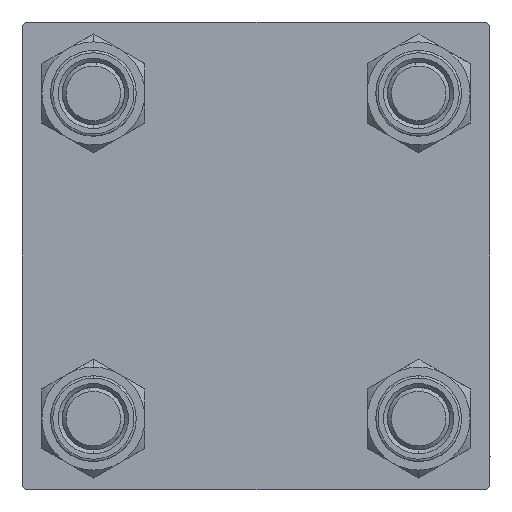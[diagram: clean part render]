
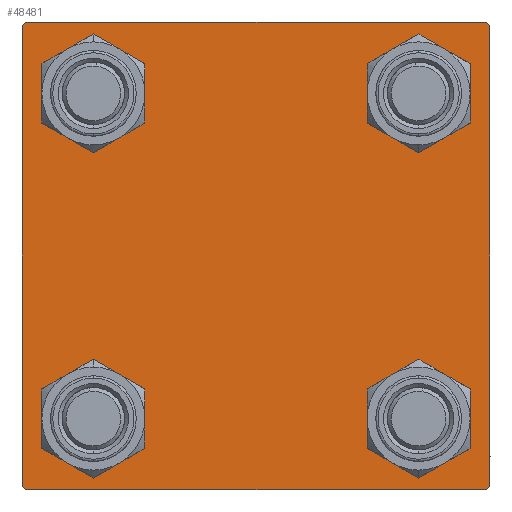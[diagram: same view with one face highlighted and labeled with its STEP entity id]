
A CAD part, left-side view. The second image highlights one B-rep face of the part: STEP entity #48481.
In plain terms, the highlighted planar face has unit normal (-1, 0, 0).
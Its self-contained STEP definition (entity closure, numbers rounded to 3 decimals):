
#171 = CIRCLE ( 'NONE', #6680, 4.5 ) ;
#558 = VECTOR ( 'NONE', #22843, 1000. ) ;
#791 = CARTESIAN_POINT ( 'NONE',  ( 0., -20.85, 20.85 ) ) ;
#792 = EDGE_CURVE ( 'NONE', #31435, #10942, #12325, .T. ) ;
#1166 = CARTESIAN_POINT ( 'NONE',  ( 0., -29.5, -30. ) ) ;
#1411 = DIRECTION ( 'NONE',  ( 0., -1., 0. ) ) ;
#1414 = EDGE_CURVE ( 'NONE', #2113, #49537, #30950, .T. ) ;
#1803 = EDGE_CURVE ( 'NONE', #44916, #20343, #171, .T. ) ;
#1849 = CARTESIAN_POINT ( 'NONE',  ( 0., -30., 30. ) ) ;
#1959 = DIRECTION ( 'NONE',  ( 1., 0., 0. ) ) ;
#2113 = VERTEX_POINT ( 'NONE', #17034 ) ;
#2162 = CARTESIAN_POINT ( 'NONE',  ( 0., -30., 29.5 ) ) ;
#2358 = CARTESIAN_POINT ( 'NONE',  ( 0., 20.85, -20.85 ) ) ;
#2833 = FACE_BOUND ( 'NONE', #17548, .T. ) ;
#2968 = CIRCLE ( 'NONE', #10300, 4.5 ) ;
#3095 = FACE_OUTER_BOUND ( 'NONE', #10647, .T. ) ;
#3363 = LINE ( 'NONE', #18844, #34849 ) ;
#3573 = ORIENTED_EDGE ( 'NONE', *, *, #18791, .F. ) ;
#3778 = ORIENTED_EDGE ( 'NONE', *, *, #34948, .T. ) ;
#5207 = CARTESIAN_POINT ( 'NONE',  ( 0., 29.5, 30. ) ) ;
#5524 = DIRECTION ( 'NONE',  ( 0., 0., 1. ) ) ;
#5965 = EDGE_CURVE ( 'NONE', #8395, #8857, #45695, .T. ) ;
#6073 = CARTESIAN_POINT ( 'NONE',  ( 0., -20.85, -16.35 ) ) ;
#6311 = CARTESIAN_POINT ( 'NONE',  ( 0., -20.85, -25.35 ) ) ;
#6429 = DIRECTION ( 'NONE',  ( 1., 0., 0. ) ) ;
#6610 = VERTEX_POINT ( 'NONE', #20554 ) ;
#6680 = AXIS2_PLACEMENT_3D ( 'NONE', #45258, #10493, #41446 ) ;
#7313 = VERTEX_POINT ( 'NONE', #1166 ) ;
#8395 = VERTEX_POINT ( 'NONE', #35398 ) ;
#8647 = EDGE_CURVE ( 'NONE', #41172, #16710, #41198, .T. ) ;
#8669 = DIRECTION ( 'NONE',  ( 0., 0., 1. ) ) ;
#8734 = AXIS2_PLACEMENT_3D ( 'NONE', #47146, #38793, #23294 ) ;
#8857 = VERTEX_POINT ( 'NONE', #34479 ) ;
#10112 = CARTESIAN_POINT ( 'NONE',  ( 0., -20.85, 25.35 ) ) ;
#10236 = DIRECTION ( 'NONE',  ( 0., 0., 1. ) ) ;
#10300 = AXIS2_PLACEMENT_3D ( 'NONE', #42088, #41580, #41834 ) ;
#10493 = DIRECTION ( 'NONE',  ( 1., 0., 0. ) ) ;
#10647 = EDGE_LOOP ( 'NONE', ( #45344, #36778, #29175, #42419, #24422, #34701, #3573, #38156 ) ) ;
#10663 = ORIENTED_EDGE ( 'NONE', *, *, #5965, .T. ) ;
#10942 = VERTEX_POINT ( 'NONE', #11330 ) ;
#10956 = FACE_BOUND ( 'NONE', #37528, .T. ) ;
#11068 = EDGE_CURVE ( 'NONE', #28159, #7313, #48106, .T. ) ;
#11182 = LINE ( 'NONE', #50017, #558 ) ;
#11330 = CARTESIAN_POINT ( 'NONE',  ( 0., -20.85, 16.35 ) ) ;
#12053 = DIRECTION ( 'NONE',  ( 0., 0., 1. ) ) ;
#12324 = CARTESIAN_POINT ( 'NONE',  ( 0., 29.5, -30. ) ) ;
#12325 = CIRCLE ( 'NONE', #40690, 4.5 ) ;
#12788 = CIRCLE ( 'NONE', #8734, 4.5 ) ;
#13540 = LINE ( 'NONE', #1849, #44848 ) ;
#13781 = CARTESIAN_POINT ( 'NONE',  ( 0., -20.85, -20.85 ) ) ;
#15350 = AXIS2_PLACEMENT_3D ( 'NONE', #13781, #22134, #37387 ) ;
#15539 = AXIS2_PLACEMENT_3D ( 'NONE', #19649, #47065, #12053 ) ;
#16108 = EDGE_CURVE ( 'NONE', #49537, #2113, #2968, .T. ) ;
#16150 = CIRCLE ( 'NONE', #15350, 4.5 ) ;
#16709 = CARTESIAN_POINT ( 'NONE',  ( 0., 30., 29.5 ) ) ;
#16710 = VERTEX_POINT ( 'NONE', #42714 ) ;
#17034 = CARTESIAN_POINT ( 'NONE',  ( 0., 20.85, 25.35 ) ) ;
#17548 = EDGE_LOOP ( 'NONE', ( #23560, #44837 ) ) ;
#18321 = PLANE ( 'NONE',  #22444 ) ;
#18440 = VECTOR ( 'NONE', #26366, 1000. ) ;
#18791 = EDGE_CURVE ( 'NONE', #28313, #16710, #45649, .T. ) ;
#18807 = EDGE_LOOP ( 'NONE', ( #46970, #22356 ) ) ;
#18844 = CARTESIAN_POINT ( 'NONE',  ( 0., 30., 30. ) ) ;
#18965 = EDGE_CURVE ( 'NONE', #10942, #31435, #12788, .T. ) ;
#19069 = FACE_BOUND ( 'NONE', #18807, .T. ) ;
#19649 = CARTESIAN_POINT ( 'NONE',  ( 0., 20.85, 20.85 ) ) ;
#20343 = VERTEX_POINT ( 'NONE', #6311 ) ;
#20554 = CARTESIAN_POINT ( 'NONE',  ( 0., 30., -29.5 ) ) ;
#21892 = DIRECTION ( 'NONE',  ( 0., 0., -1. ) ) ;
#22134 = DIRECTION ( 'NONE',  ( 1., 0., 0. ) ) ;
#22356 = ORIENTED_EDGE ( 'NONE', *, *, #26414, .T. ) ;
#22444 = AXIS2_PLACEMENT_3D ( 'NONE', #30506, #45485, #26192 ) ;
#22843 = DIRECTION ( 'NONE',  ( 0., 0.707, -0.707 ) ) ;
#23294 = DIRECTION ( 'NONE',  ( 0., 0., 1. ) ) ;
#23560 = ORIENTED_EDGE ( 'NONE', *, *, #792, .T. ) ;
#24422 = ORIENTED_EDGE ( 'NONE', *, *, #34964, .F. ) ;
#25426 = AXIS2_PLACEMENT_3D ( 'NONE', #40304, #1959, #5524 ) ;
#26192 = DIRECTION ( 'NONE',  ( 0., 0., 1. ) ) ;
#26366 = DIRECTION ( 'NONE',  ( 0., -1., 0. ) ) ;
#26414 = EDGE_CURVE ( 'NONE', #20343, #44916, #16150, .T. ) ;
#26921 = CARTESIAN_POINT ( 'NONE',  ( 0., -29.75, -29.75 ) ) ;
#27518 = EDGE_CURVE ( 'NONE', #40732, #6610, #3363, .T. ) ;
#28159 = VERTEX_POINT ( 'NONE', #12324 ) ;
#28313 = VERTEX_POINT ( 'NONE', #5207 ) ;
#28661 = VECTOR ( 'NONE', #37885, 1000. ) ;
#29175 = ORIENTED_EDGE ( 'NONE', *, *, #11068, .T. ) ;
#29247 = EDGE_LOOP ( 'NONE', ( #34218, #33128 ) ) ;
#30012 = FACE_BOUND ( 'NONE', #29247, .T. ) ;
#30506 = CARTESIAN_POINT ( 'NONE',  ( 0., 0., 0. ) ) ;
#30950 = CIRCLE ( 'NONE', #15539, 4.5 ) ;
#31435 = VERTEX_POINT ( 'NONE', #10112 ) ;
#33128 = ORIENTED_EDGE ( 'NONE', *, *, #16108, .T. ) ;
#33603 = CARTESIAN_POINT ( 'NONE',  ( 0., 20.85, 16.35 ) ) ;
#33749 = CARTESIAN_POINT ( 'NONE',  ( 0., 30., 30. ) ) ;
#33812 = DIRECTION ( 'NONE',  ( 0., -0.707, 0.707 ) ) ;
#34218 = ORIENTED_EDGE ( 'NONE', *, *, #1414, .T. ) ;
#34479 = CARTESIAN_POINT ( 'NONE',  ( 0., 20.85, -25.35 ) ) ;
#34701 = ORIENTED_EDGE ( 'NONE', *, *, #8647, .T. ) ;
#34849 = VECTOR ( 'NONE', #45672, 1000. ) ;
#34948 = EDGE_CURVE ( 'NONE', #8857, #8395, #37573, .T. ) ;
#34964 = EDGE_CURVE ( 'NONE', #41172, #46616, #13540, .T. ) ;
#35398 = CARTESIAN_POINT ( 'NONE',  ( 0., 20.85, -16.35 ) ) ;
#35401 = VECTOR ( 'NONE', #33812, 1000. ) ;
#36778 = ORIENTED_EDGE ( 'NONE', *, *, #39244, .T. ) ;
#37140 = CARTESIAN_POINT ( 'NONE',  ( 0., -29.75, 29.75 ) ) ;
#37387 = DIRECTION ( 'NONE',  ( 0., 0., 1. ) ) ;
#37528 = EDGE_LOOP ( 'NONE', ( #10663, #3778 ) ) ;
#37573 = CIRCLE ( 'NONE', #44012, 4.5 ) ;
#37885 = DIRECTION ( 'NONE',  ( 0., 0.707, 0.707 ) ) ;
#38156 = ORIENTED_EDGE ( 'NONE', *, *, #43946, .T. ) ;
#38793 = DIRECTION ( 'NONE',  ( 1., 0., 0. ) ) ;
#39244 = EDGE_CURVE ( 'NONE', #6610, #28159, #46475, .T. ) ;
#40304 = CARTESIAN_POINT ( 'NONE',  ( 0., 20.85, -20.85 ) ) ;
#40500 = CARTESIAN_POINT ( 'NONE',  ( 0., 30., -30. ) ) ;
#40690 = AXIS2_PLACEMENT_3D ( 'NONE', #791, #46996, #8669 ) ;
#40732 = VERTEX_POINT ( 'NONE', #16709 ) ;
#41172 = VERTEX_POINT ( 'NONE', #2162 ) ;
#41198 = LINE ( 'NONE', #37140, #28661 ) ;
#41446 = DIRECTION ( 'NONE',  ( 0., 0., 1. ) ) ;
#41580 = DIRECTION ( 'NONE',  ( 1., 0., 0. ) ) ;
#41834 = DIRECTION ( 'NONE',  ( 0., 0., 1. ) ) ;
#42088 = CARTESIAN_POINT ( 'NONE',  ( 0., 20.85, 20.85 ) ) ;
#42395 = CARTESIAN_POINT ( 'NONE',  ( 0., -30., -29.5 ) ) ;
#42419 = ORIENTED_EDGE ( 'NONE', *, *, #47686, .T. ) ;
#42714 = CARTESIAN_POINT ( 'NONE',  ( 0., -29.5, 30. ) ) ;
#43946 = EDGE_CURVE ( 'NONE', #28313, #40732, #11182, .T. ) ;
#44012 = AXIS2_PLACEMENT_3D ( 'NONE', #2358, #6429, #10236 ) ;
#44837 = ORIENTED_EDGE ( 'NONE', *, *, #18965, .T. ) ;
#44848 = VECTOR ( 'NONE', #21892, 1000. ) ;
#44916 = VERTEX_POINT ( 'NONE', #6073 ) ;
#45258 = CARTESIAN_POINT ( 'NONE',  ( 0., -20.85, -20.85 ) ) ;
#45344 = ORIENTED_EDGE ( 'NONE', *, *, #27518, .T. ) ;
#45485 = DIRECTION ( 'NONE',  ( -1., 0., 0. ) ) ;
#45649 = LINE ( 'NONE', #33749, #18440 ) ;
#45672 = DIRECTION ( 'NONE',  ( 0., 0., -1. ) ) ;
#45695 = CIRCLE ( 'NONE', #25426, 4.5 ) ;
#45983 = DIRECTION ( 'NONE',  ( 0., -0.707, -0.707 ) ) ;
#46226 = CARTESIAN_POINT ( 'NONE',  ( 0., 29.75, -29.75 ) ) ;
#46475 = LINE ( 'NONE', #46226, #47379 ) ;
#46616 = VERTEX_POINT ( 'NONE', #42395 ) ;
#46970 = ORIENTED_EDGE ( 'NONE', *, *, #1803, .T. ) ;
#46996 = DIRECTION ( 'NONE',  ( 1., 0., 0. ) ) ;
#47065 = DIRECTION ( 'NONE',  ( 1., 0., 0. ) ) ;
#47146 = CARTESIAN_POINT ( 'NONE',  ( 0., -20.85, 20.85 ) ) ;
#47379 = VECTOR ( 'NONE', #45983, 1000. ) ;
#47686 = EDGE_CURVE ( 'NONE', #7313, #46616, #49784, .T. ) ;
#48106 = LINE ( 'NONE', #40500, #48189 ) ;
#48189 = VECTOR ( 'NONE', #1411, 1000. ) ;
#48481 = ADVANCED_FACE ( 'NONE', ( #2833, #19069, #10956, #30012, #3095 ), #18321, .T. ) ;
#49537 = VERTEX_POINT ( 'NONE', #33603 ) ;
#49784 = LINE ( 'NONE', #26921, #35401 ) ;
#50017 = CARTESIAN_POINT ( 'NONE',  ( 0., 29.75, 29.75 ) ) ;
